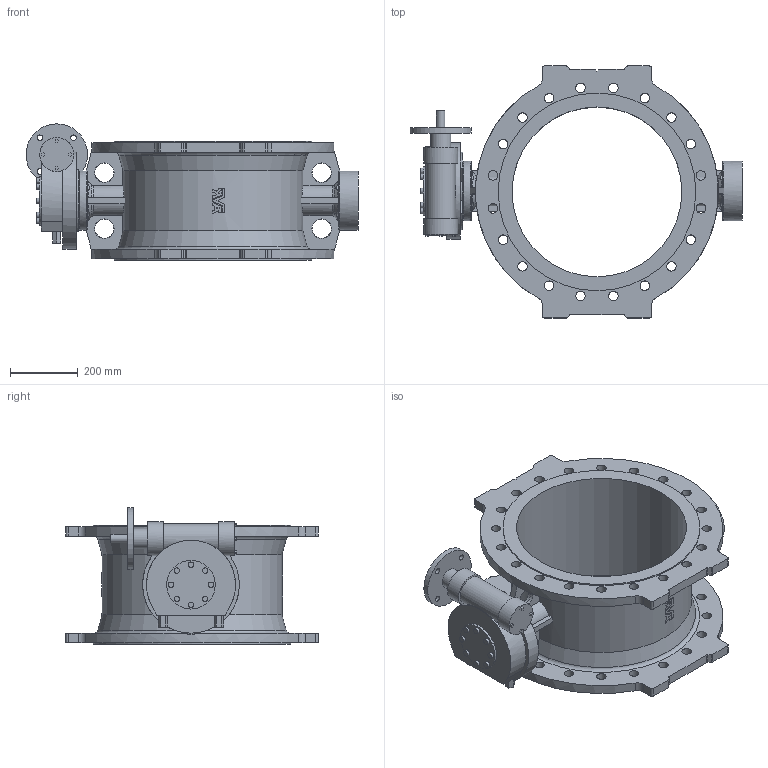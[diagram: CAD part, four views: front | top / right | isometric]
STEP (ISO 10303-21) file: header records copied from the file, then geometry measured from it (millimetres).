
FILE_DESCRIPTION (( 'STEP AP203' ), '1' );
FILE_NAME ('O_756_102_DN500_1XX_AA0_step.step', '2016-03-09T11:48:48', ( 'Windows User' ), ( 'AVK' ), 'SwSTEP 2.0', 'SolidWorks 2012', '' );
FILE_SCHEMA (( 'CONFIG_CONTROL_DESIGN' ));
Length unit declared in the file: millimetre
Products named in the file (1): O_756_102_DN500_1XX_AA0_step
Bounding box: 977.5 x 742 x 401.4 mm (x, y, z)
Volume: 32307024.6 mm3; surface area: 2548477.5 mm2
Topology: 1 solids, 1 shells, 488 faces, 1398 edges, 941 vertices
Faces by surface type: plane 199, cylinder 132, bspline 108, torus 29, cone 20
Full cylindrical faces by diameter (mm): 16 x8, 16.5 x4, 25 x1, 28 x40, 60 x1, 100 x2, 143 x1, 175 x2, 181 x1, 285 x1, 500 x1, 582 x2
Entity records: 19175 total; most frequent: CARTESIAN_POINT 7727, ORIENTED_EDGE 2534, DIRECTION 1894, EDGE_CURVE 1267, VERTEX_POINT 883, AXIS2_PLACEMENT_3D 724, EDGE_LOOP 688, FACE_OUTER_BOUND 553
